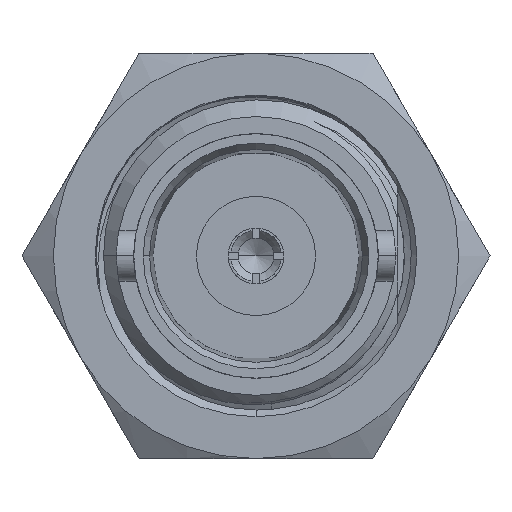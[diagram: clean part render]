
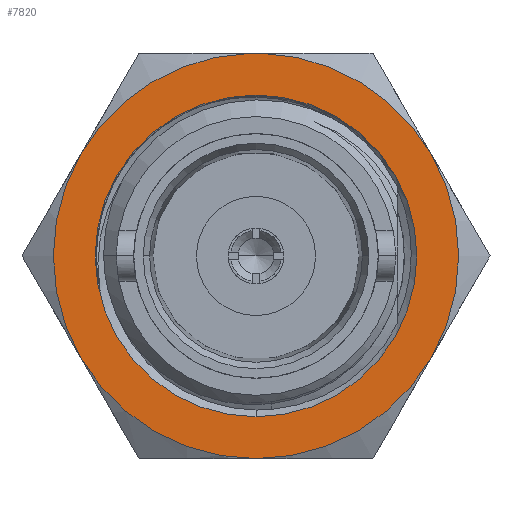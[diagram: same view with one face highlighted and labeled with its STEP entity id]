
A CAD part, left-side view. The second image highlights one B-rep face of the part: STEP entity #7820.
In plain terms, the highlighted planar face has unit normal (-1, 0, 0).
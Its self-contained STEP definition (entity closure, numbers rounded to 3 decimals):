
#833=CARTESIAN_POINT('',(12.583,0.,0.));
#834=DIRECTION('',(1.,0.,0.));
#835=DIRECTION('',(0.,0.866,0.5));
#836=AXIS2_PLACEMENT_3D('',#833,#834,#835);
#838=CARTESIAN_POINT('',(12.583,0.,0.));
#839=DIRECTION('',(1.,0.,0.));
#840=DIRECTION('',(0.,-0.032,0.999));
#841=AXIS2_PLACEMENT_3D('',#838,#839,#840);
#843=CARTESIAN_POINT('',(12.583,0.,0.));
#844=DIRECTION('',(1.,0.,0.));
#845=DIRECTION('',(0.,-0.866,0.5));
#846=AXIS2_PLACEMENT_3D('',#843,#844,#845);
#848=CARTESIAN_POINT('',(12.583,0.,0.));
#849=DIRECTION('',(1.,0.,0.));
#850=DIRECTION('',(0.,-1.,0.));
#851=AXIS2_PLACEMENT_3D('',#848,#849,#850);
#853=CARTESIAN_POINT('',(12.583,0.,0.));
#854=DIRECTION('',(1.,0.,0.));
#855=DIRECTION('',(0.,-0.866,-0.5));
#856=AXIS2_PLACEMENT_3D('',#853,#854,#855);
#858=CARTESIAN_POINT('',(12.583,0.,0.));
#859=DIRECTION('',(1.,0.,0.));
#860=DIRECTION('',(0.,0.866,-0.5));
#861=AXIS2_PLACEMENT_3D('',#858,#859,#860);
#863=CARTESIAN_POINT('',(12.583,0.,0.));
#864=DIRECTION('',(1.,0.,0.));
#865=DIRECTION('',(0.,1.,0.));
#866=AXIS2_PLACEMENT_3D('',#863,#864,#865);
#868=CARTESIAN_POINT('',(12.583,0.,0.));
#869=DIRECTION('',(-1.,0.,0.));
#870=DIRECTION('',(0.,0.,-1.));
#871=AXIS2_PLACEMENT_3D('',#868,#869,#870);
#873=CARTESIAN_POINT('',(12.583,0.,0.));
#874=DIRECTION('',(-1.,0.,0.));
#875=DIRECTION('',(0.,0.,1.));
#876=AXIS2_PLACEMENT_3D('',#873,#874,#875);
#887=CARTESIAN_POINT('',(12.583,6.928,4.));
#900=DIRECTION('',(0.,1.,0.));
#901=VECTOR('',#900,0.515);
#902=CARTESIAN_POINT('',(12.583,-0.258,7.996));
#903=LINE('',#902,#901);
#953=CARTESIAN_POINT('',(12.583,6.928,-4.));
#1040=CARTESIAN_POINT('',(12.583,-6.928,
-4.));
#1086=CARTESIAN_POINT('',(12.583,-6.928,4.));
#1136=CARTESIAN_POINT('',(12.583,-0.258,
7.996));
#6713=VERTEX_POINT('',#1136);
#6714=CARTESIAN_POINT('',(12.583,0.258,7.996));
#6715=VERTEX_POINT('',#6714);
#6720=VERTEX_POINT('',#1086);
#6724=VERTEX_POINT('',#1040);
#6728=VERTEX_POINT('',#953);
#6730=VERTEX_POINT('',#887);
#6731=CARTESIAN_POINT('',(12.583,-8.,0.));
#6732=VERTEX_POINT('',#6731);
#6733=CARTESIAN_POINT('',(12.583,8.,0.));
#6734=VERTEX_POINT('',#6733);
#6735=CARTESIAN_POINT('',(12.583,0.,-6.35));
#6736=CARTESIAN_POINT('',(12.583,0.,6.35));
#6737=VERTEX_POINT('',#6735);
#6738=VERTEX_POINT('',#6736);
#7793=CARTESIAN_POINT('',(12.583,0.,0.));
#7794=DIRECTION('',(-1.,0.,0.));
#7795=DIRECTION('',(0.,0.,-1.));
#7796=AXIS2_PLACEMENT_3D('',#7793,#7794,#7795);
#7797=PLANE('',#7796);
#7799=ORIENTED_EDGE('',*,*,#7798,.T.);
#7801=ORIENTED_EDGE('',*,*,#7800,.F.);
#7803=ORIENTED_EDGE('',*,*,#7802,.T.);
#7805=ORIENTED_EDGE('',*,*,#7804,.T.);
#7807=ORIENTED_EDGE('',*,*,#7806,.T.);
#7809=ORIENTED_EDGE('',*,*,#7808,.T.);
#7811=ORIENTED_EDGE('',*,*,#7810,.T.);
#7813=ORIENTED_EDGE('',*,*,#7812,.T.);
#7814=EDGE_LOOP('',(#7799,#7801,#7803,#7805,#7807,#7809,#7811,#7813));
#7815=FACE_OUTER_BOUND('',#7814,.F.);
#7816=ORIENTED_EDGE('',*,*,#7271,.T.);
#7817=ORIENTED_EDGE('',*,*,#7781,.T.);
#7818=EDGE_LOOP('',(#7816,#7817));
#7819=FACE_BOUND('',#7818,.F.);
#7820=ADVANCED_FACE('',(#7815,#7819),#7797,.T.);
#837=CIRCLE('',#836,8.);
#842=CIRCLE('',#841,8.);
#847=CIRCLE('',#846,8.);
#852=CIRCLE('',#851,8.);
#857=CIRCLE('',#856,8.);
#862=CIRCLE('',#861,8.);
#867=CIRCLE('',#866,8.);
#872=CIRCLE('',#871,6.35);
#877=CIRCLE('',#876,6.35);
#7271=EDGE_CURVE('',#6737,#6738,#872,.T.);
#7781=EDGE_CURVE('',#6738,#6737,#877,.T.);
#7798=EDGE_CURVE('',#6730,#6715,#837,.T.);
#7800=EDGE_CURVE('',#6713,#6715,#903,.T.);
#7802=EDGE_CURVE('',#6713,#6720,#842,.T.);
#7804=EDGE_CURVE('',#6720,#6732,#847,.T.);
#7806=EDGE_CURVE('',#6732,#6724,#852,.T.);
#7808=EDGE_CURVE('',#6724,#6728,#857,.T.);
#7810=EDGE_CURVE('',#6728,#6734,#862,.T.);
#7812=EDGE_CURVE('',#6734,#6730,#867,.T.);
